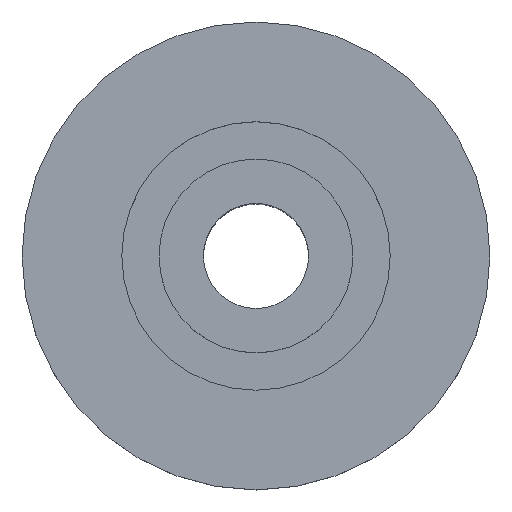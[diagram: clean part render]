
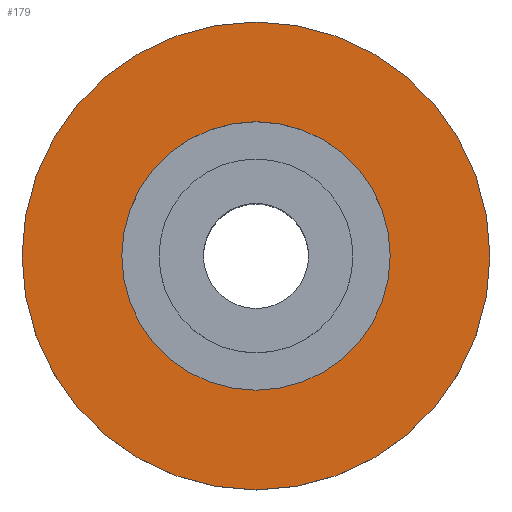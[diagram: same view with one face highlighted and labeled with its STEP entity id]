
A CAD part, top view. The second image highlights one B-rep face of the part: STEP entity #179.
In plain terms, the highlighted planar face has unit normal (0, 0, 1).
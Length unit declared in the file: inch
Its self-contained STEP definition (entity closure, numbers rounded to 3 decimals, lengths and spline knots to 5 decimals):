
#17=PLANE('',#221);
#27=FACE_BOUND('',#64,.T.);
#43=FACE_OUTER_BOUND('',#63,.T.);
#63=EDGE_LOOP('',(#143));
#64=EDGE_LOOP('',(#144));
#92=CIRCLE('',#219,0.3385);
#93=CIRCLE('',#222,0.59);
#108=VERTEX_POINT('',#323);
#109=VERTEX_POINT('',#327);
#124=EDGE_CURVE('',#108,#108,#92,.T.);
#125=EDGE_CURVE('',#109,#109,#93,.T.);
#143=ORIENTED_EDGE('',*,*,#125,.F.);
#144=ORIENTED_EDGE('',*,*,#124,.T.);
#179=ADVANCED_FACE('',(#43,#27),#17,.F.);
#219=AXIS2_PLACEMENT_3D('',#324,#261,#262);
#221=AXIS2_PLACEMENT_3D('',#326,#265,#266);
#222=AXIS2_PLACEMENT_3D('',#328,#267,#268);
#261=DIRECTION('center_axis',(0.,0.,-1.));
#262=DIRECTION('ref_axis',(-1.,0.,0.));
#265=DIRECTION('center_axis',(0.,0.,-1.));
#266=DIRECTION('ref_axis',(-1.,0.,0.));
#267=DIRECTION('center_axis',(0.,0.,-1.));
#268=DIRECTION('ref_axis',(-1.,0.,0.));
#323=CARTESIAN_POINT('',(0.3385,0.,0.12));
#324=CARTESIAN_POINT('Origin',(0.,0.,0.12));
#326=CARTESIAN_POINT('Origin',(0.,0.,0.12));
#327=CARTESIAN_POINT('',(0.59,0.,0.12));
#328=CARTESIAN_POINT('Origin',(0.,0.,0.12));
